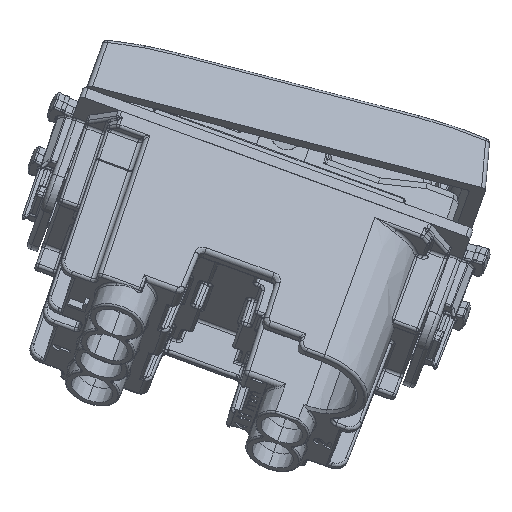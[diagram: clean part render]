
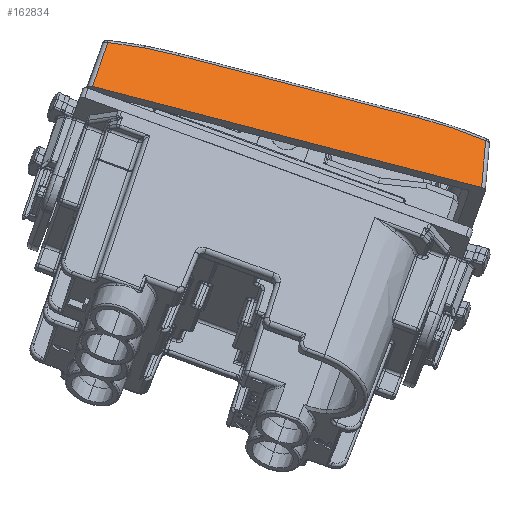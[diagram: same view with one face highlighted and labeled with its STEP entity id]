
A CAD part, left-side view. The second image highlights one B-rep face of the part: STEP entity #162834.
In plain terms, the highlighted face is planar.
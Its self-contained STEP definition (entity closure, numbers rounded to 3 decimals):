
#162701=CARTESIAN_POINT('Vertex',(-11.125,21.798,8.3)) ;
#162704=CARTESIAN_POINT('Line Origine',(-11.093,21.409,11.994)) ;
#162708=CARTESIAN_POINT('Vertex',(-11.072,21.164,14.329)) ;
#162787=CARTESIAN_POINT('Axis2P3D Location',(-11.125,-22.3,8.3)) ;
#162792=CARTESIAN_POINT('Line Origine',(-11.125,0.,8.3)) ;
#162796=CARTESIAN_POINT('Vertex',(-11.125,-21.798,8.3)) ;
#162800=CARTESIAN_POINT('Control Point',(-11.125,-21.798,8.3)) ;
#162801=CARTESIAN_POINT('Control Point',(-11.072,-21.164,14.329)) ;
#162802=CARTESIAN_POINT('Vertex',(-11.072,-21.164,14.329)) ;
#162806=CARTESIAN_POINT('Control Point',(-11.072,-21.164,14.329)) ;
#162807=CARTESIAN_POINT('Control Point',(-11.068,-18.616,14.778)) ;
#162808=CARTESIAN_POINT('Control Point',(-11.066,-16.028,15.004)) ;
#162809=CARTESIAN_POINT('Control Point',(-11.066,-13.441,15.004)) ;
#162810=CARTESIAN_POINT('Vertex',(-11.066,-13.441,15.004)) ;
#162813=CARTESIAN_POINT('Line Origine',(-11.066,0.,15.004)) ;
#162817=CARTESIAN_POINT('Vertex',(-11.066,13.441,15.004)) ;
#162821=CARTESIAN_POINT('Control Point',(-11.066,13.441,15.004)) ;
#162822=CARTESIAN_POINT('Control Point',(-11.066,16.028,15.004)) ;
#162823=CARTESIAN_POINT('Control Point',(-11.068,18.616,14.778)) ;
#162824=CARTESIAN_POINT('Control Point',(-11.072,21.164,14.329)) ;
#162705=DIRECTION('Vector Direction',(0.009,-0.105,0.994)) ;
#162788=DIRECTION('Axis2P3D Direction',(-1.,0.,0.009)) ;
#162789=DIRECTION('Axis2P3D XDirection',(0.,1.,0.)) ;
#162793=DIRECTION('Vector Direction',(0.,1.,0.)) ;
#162814=DIRECTION('Vector Direction',(0.,1.,0.)) ;
#162790=AXIS2_PLACEMENT_3D('Plane Axis2P3D',#162787,#162788,#162789) ;
#162827=ORIENTED_EDGE('',*,*,#162710,.F.) ;
#162828=ORIENTED_EDGE('',*,*,#162798,.F.) ;
#162829=ORIENTED_EDGE('',*,*,#162804,.F.) ;
#162830=ORIENTED_EDGE('',*,*,#162812,.F.) ;
#162831=ORIENTED_EDGE('',*,*,#162819,.F.) ;
#162832=ORIENTED_EDGE('',*,*,#162825,.F.) ;
#162706=VECTOR('Line Direction',#162705,1.) ;
#162794=VECTOR('Line Direction',#162793,1.) ;
#162815=VECTOR('Line Direction',#162814,1.) ;
#162834=ADVANCED_FACE('PartBody',(#162833),#162791,.T.) ;
#162799=B_SPLINE_CURVE_WITH_KNOTS('',1,(#162800,#162801),.UNSPECIFIED.,.F.,.U.,(2,2),(-3.714,2.348),.UNSPECIFIED.) ;
#162805=B_SPLINE_CURVE_WITH_KNOTS('',3,(#162806,#162807,#162808,#162809),.UNSPECIFIED.,.F.,.U.,(4,4),(13.885,24.925),.UNSPECIFIED.) ;
#162820=B_SPLINE_CURVE_WITH_KNOTS('',3,(#162821,#162822,#162823,#162824),.UNSPECIFIED.,.F.,.U.,(4,4),(38.981,50.021),.UNSPECIFIED.) ;
#162710=EDGE_CURVE('',#162702,#162709,#162707,.T.) ;
#162798=EDGE_CURVE('',#162797,#162702,#162795,.T.) ;
#162804=EDGE_CURVE('',#162803,#162797,#162799,.F.) ;
#162812=EDGE_CURVE('',#162811,#162803,#162805,.F.) ;
#162819=EDGE_CURVE('',#162818,#162811,#162816,.F.) ;
#162825=EDGE_CURVE('',#162709,#162818,#162820,.F.) ;
#162826=EDGE_LOOP('',(#162827,#162828,#162829,#162830,#162831,#162832)) ;
#162833=FACE_OUTER_BOUND('',#162826,.T.) ;
#162707=LINE('Line',#162704,#162706) ;
#162795=LINE('Line',#162792,#162794) ;
#162816=LINE('Line',#162813,#162815) ;
#162791=PLANE('',#162790) ;
#162702=VERTEX_POINT('',#162701) ;
#162709=VERTEX_POINT('',#162708) ;
#162797=VERTEX_POINT('',#162796) ;
#162803=VERTEX_POINT('',#162802) ;
#162811=VERTEX_POINT('',#162810) ;
#162818=VERTEX_POINT('',#162817) ;
